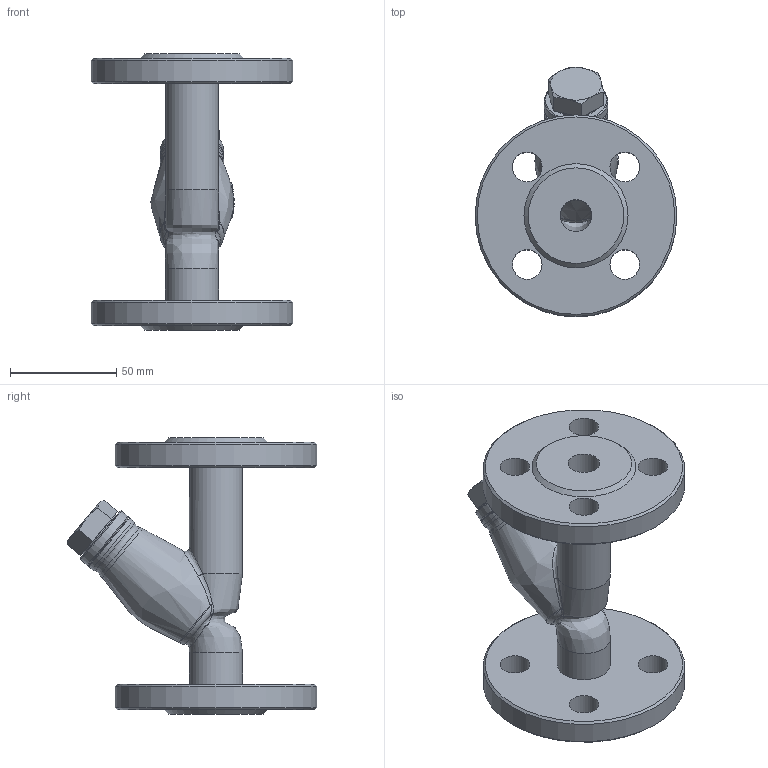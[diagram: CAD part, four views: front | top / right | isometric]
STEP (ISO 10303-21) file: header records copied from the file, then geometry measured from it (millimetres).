
FILE_DESCRIPTION(/* description */ (''),/* implementation_level */ '2;1');
FILE_NAME(/* name */ 'DN15_3D_STEP.stp',/* time_stamp */ '2023-12-14T18:29:27+03:00',/* author */ ('igorr'),/* organization */ (''),/* preprocessor_version */ 'ST-DEVELOPER v19.2',/* originating_system */ 'Autodesk Inventor 2023',/* authorisation */ '');
FILE_SCHEMA (('AUTOMOTIVE_DESIGN { 1 0 10303 214 3 1 1 }'));
Length unit declared in the file: millimetre
Products named in the file (4): Сборка; Деталь1; Деталь2; AS 1110 - M16 x 25
Assembly tree (3 placements, depth 2):
  Сборка
    Деталь1
    Деталь2
    AS 1110 - M16 x 25
Bounding box: 95 x 117.61 x 130 mm (x, y, z)
Volume: 253747.5 mm3; surface area: 60149 mm2
Topology: 3 solids, 3 shells, 151 faces, 385 edges, 247 vertices
Faces by surface type: plane 63, bspline 45, cylinder 20, cone 15, torus 6, sphere 2
Full cylindrical faces by diameter (mm): 5 x1, 14 x8, 15 x2, 16 x1, 24 x1, 25 x2, 27 x1, 30 x2, 95 x2
Entity records: 6863 total; most frequent: CARTESIAN_POINT 3332, ORIENTED_EDGE 766, DIRECTION 527, EDGE_CURVE 383, VERTEX_POINT 247, AXIS2_PLACEMENT_3D 210, EDGE_LOOP 180, B_SPLINE_CURVE_WITH_KNOTS 161
